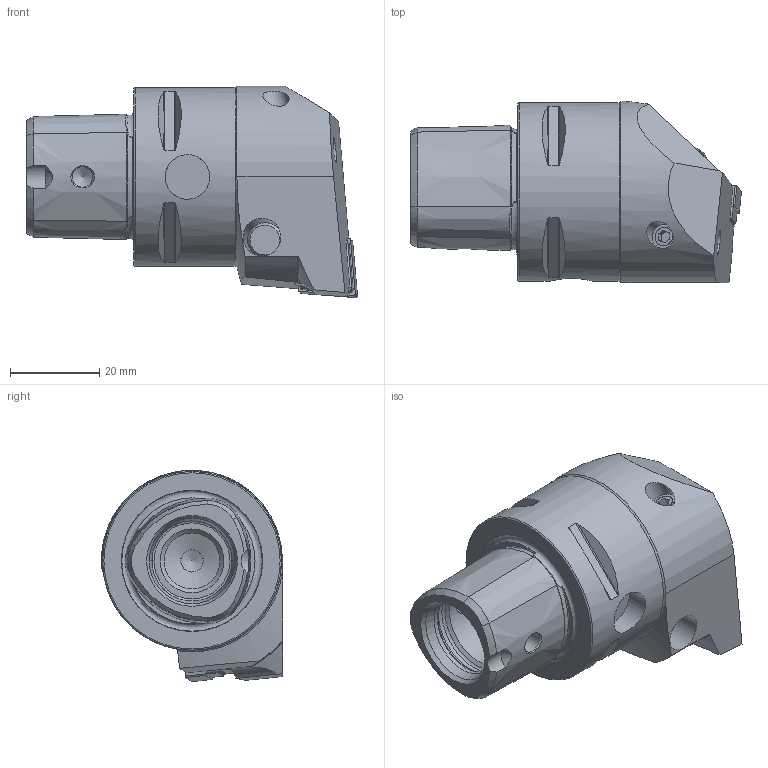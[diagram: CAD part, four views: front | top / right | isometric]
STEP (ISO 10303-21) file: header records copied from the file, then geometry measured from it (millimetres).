
FILE_DESCRIPTION (( 'STEP AP214' ), '1' );
FILE_NAME ('S4-.CD.RLA.050-HPS.STEP', '2025-08-13T10:52:39', ( '' ), ( '' ), 'SwSTEP 2.0', 'SolidWorks 2022', '' );
FILE_SCHEMA (( 'AUTOMOTIVE_DESIGN' ));
Length unit declared in the file: millimetre
Products named in the file (15): DIN 3771 - 13x1; PS4-PCD.RLA.050-HPS_B; S4-.CD.RLA.050-HPS; WCD-ER3.101.000_A; CNMG120404; DIN 7991 - M5x18; WCD; WCD-ER2.101.003_A; ISO 4026 - M5 x 6_PreviewCfg; WCD-ER1.101.000; CHP-PCX.000.022_Düse; CHP-PCX.000.022_B; WCD-ER4.101.017_A; DIN 3771 - 6.5x1.5; ISO 8752 2x8
Assembly tree (16 placements, depth 3):
  S4-.CD.RLA.050-HPS
    PS4-PCD.RLA.050-HPS_B
    WCD-ER2.101.003_A
    CNMG120404
    WCD
      WCD-ER4.101.017_A
      WCD-ER3.101.000_A
    CHP-PCX.000.022_Düse
      CHP-PCX.000.022_B
      DIN 3771 - 13x1
      DIN 3771 - 6.5x1.5
      DIN 7991 - M5x18
    ISO 8752 2x8
    WCD-ER1.101.000
    ISO 4026 - M5 x 6_PreviewCfg  x3
Bounding box: 74 x 40.5 x 47.25 mm (x, y, z)
Volume: 56873.8 mm3; surface area: 19970.2 mm2
Topology: 14 solids, 14 shells, 464 faces, 1155 edges, 718 vertices
Faces by surface type: plane 163, cylinder 112, cone 97, bspline 49, torus 43
Full cylindrical faces by diameter (mm): 1.5 x1, 2 x1, 3.3 x1, 3.55 x1, 4.2 x7, 4.6 x2, 5 x5, 5.16 x1, 5.3 x1, 5.5 x3, 6.4 x1, 6.55 x1, 7 x1, 7.9 x2, 8 x1, 8.4 x1, 10 x2, 12.5 x1, 13 x1, 13.4 x1, 14.85 x2, 15 x1, 18 x2, 20 x1, 40 x1
Entity records: 16910 total; most frequent: CARTESIAN_POINT 6806, ORIENTED_EDGE 1928, DIRECTION 1765, EDGE_CURVE 964, AXIS2_PLACEMENT_3D 713, VERTEX_POINT 647, EDGE_LOOP 559, FACE_OUTER_BOUND 486
